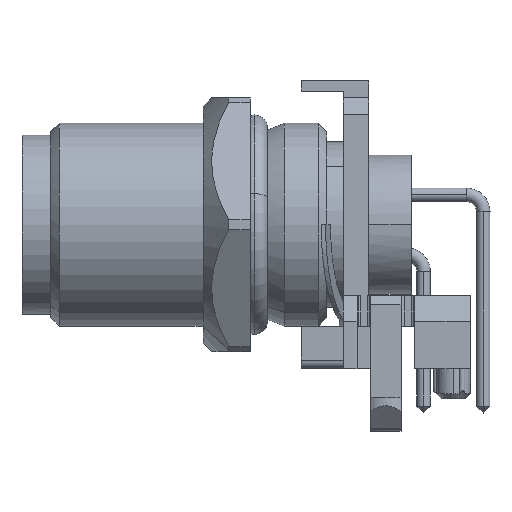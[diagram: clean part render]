
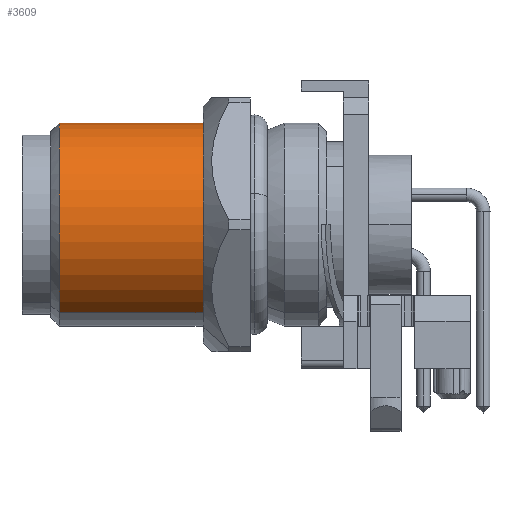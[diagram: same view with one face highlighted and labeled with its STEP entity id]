
A CAD part, left-side view. The second image highlights one B-rep face of the part: STEP entity #3609.
In plain terms, the highlighted cylindrical face has radius 6 mm (diameter 12 mm), a partial arc.
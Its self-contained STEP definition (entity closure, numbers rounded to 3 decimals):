
#3523=AXIS2_PLACEMENT_3D('Circle Axis2P3D',#3521,#3522,$) ;
#3578=AXIS2_PLACEMENT_3D('Circle Axis2P3D',#3576,#3577,$) ;
#3591=AXIS2_PLACEMENT_3D('Cylinder Axis2P3D',#3588,#3589,#3590) ;
#3521=CARTESIAN_POINT('Axis2P3D Location',(9.5,16.96,12.2)) ;
#3525=CARTESIAN_POINT('Vertex',(6.5,16.96,7.004)) ;
#3527=CARTESIAN_POINT('Vertex',(12.5,16.96,17.396)) ;
#3549=CARTESIAN_POINT('Vertex',(6.5,25.46,7.004)) ;
#3556=CARTESIAN_POINT('Vertex',(12.5,25.46,17.396)) ;
#3576=CARTESIAN_POINT('Axis2P3D Location',(9.5,25.46,12.2)) ;
#3588=CARTESIAN_POINT('Axis2P3D Location',(9.5,21.46,12.2)) ;
#3593=CARTESIAN_POINT('Line Origine',(12.5,21.46,17.396)) ;
#3598=CARTESIAN_POINT('Line Origine',(6.5,21.46,7.004)) ;
#3522=DIRECTION('Axis2P3D Direction',(0.,1.,0.)) ;
#3577=DIRECTION('Axis2P3D Direction',(0.,-1.,0.)) ;
#3589=DIRECTION('Axis2P3D Direction',(0.,1.,0.)) ;
#3590=DIRECTION('Axis2P3D XDirection',(-0.5,0.,-0.866)) ;
#3594=DIRECTION('Vector Direction',(0.,1.,0.)) ;
#3599=DIRECTION('Vector Direction',(0.,1.,0.)) ;
#3595=VECTOR('Line Direction',#3594,1.) ;
#3600=VECTOR('Line Direction',#3599,1.) ;
#3604=ORIENTED_EDGE('',*,*,#3597,.F.) ;
#3605=ORIENTED_EDGE('',*,*,#3580,.F.) ;
#3606=ORIENTED_EDGE('',*,*,#3602,.F.) ;
#3607=ORIENTED_EDGE('',*,*,#3529,.T.) ;
#3609=ADVANCED_FACE('Hauptk\X2\00F6\X0\rper',(#3608),#3592,.T.) ;
#3524=CIRCLE('generated circle',#3523,6.) ;
#3579=CIRCLE('generated circle',#3578,6.) ;
#3592=CYLINDRICAL_SURFACE('generated cylinder',#3591,6.) ;
#3529=EDGE_CURVE('',#3526,#3528,#3524,.T.) ;
#3580=EDGE_CURVE('',#3550,#3557,#3579,.F.) ;
#3597=EDGE_CURVE('',#3557,#3528,#3596,.F.) ;
#3602=EDGE_CURVE('',#3526,#3550,#3601,.T.) ;
#3603=EDGE_LOOP('',(#3604,#3605,#3606,#3607)) ;
#3608=FACE_OUTER_BOUND('',#3603,.T.) ;
#3596=LINE('Line',#3593,#3595) ;
#3601=LINE('Line',#3598,#3600) ;
#3526=VERTEX_POINT('',#3525) ;
#3528=VERTEX_POINT('',#3527) ;
#3550=VERTEX_POINT('',#3549) ;
#3557=VERTEX_POINT('',#3556) ;
